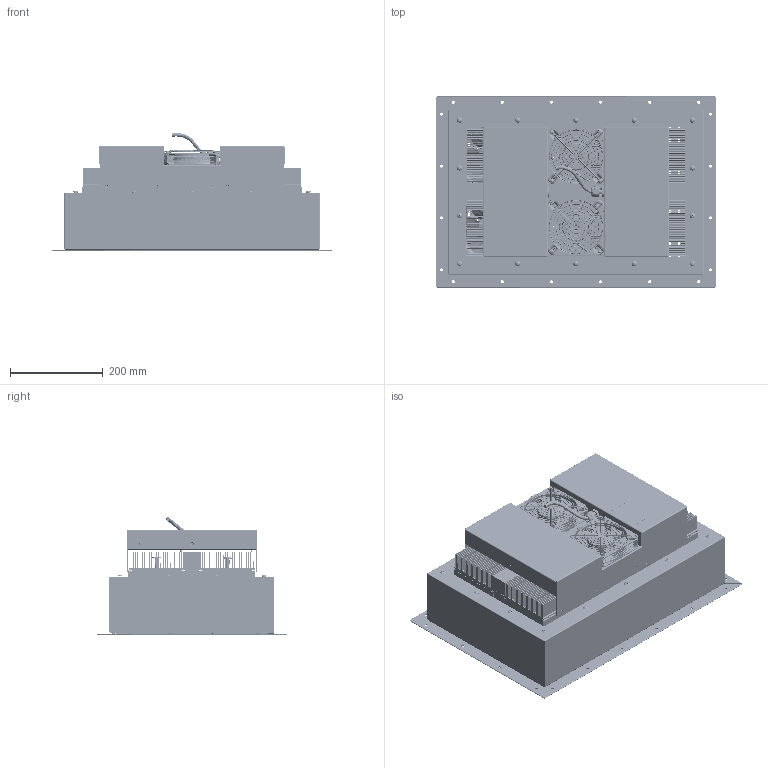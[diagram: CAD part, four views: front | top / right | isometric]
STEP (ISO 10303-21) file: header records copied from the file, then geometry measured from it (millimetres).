
FILE_DESCRIPTION (( 'STEP AP203' ), '1' );
FILE_NAME ('IHP-2259XE.STEP', '2016-08-11T15:43:46', ( '' ), ( '' ), 'SwSTEP 2.0', 'SolidWorks 2016', '' );
FILE_SCHEMA (( 'CONFIG_CONTROL_DESIGN' ));
Products named in the file (1): IHP-2259XE
Bounding box: 605.17 x 412.13 x 254.52 mm (x, y, z)
Surface area: 4918337 mm2 (no closed solid volume)
Topology: 0 solids, 563 shells, 3527 faces, 16927 edges, 13520 vertices
Faces by surface type: plane 1437, cylinder 1164, bspline 623, cone 196, torus 55, sphere 52
Entity records: 230945 total; most frequent: CARTESIAN_POINT 107469, DIRECTION 22911, ORIENTED_EDGE 22629, EDGE_CURVE 16915, VERTEX_POINT 13520, AXIS2_PLACEMENT_3D 7870, LINE 7171, VECTOR 7171
